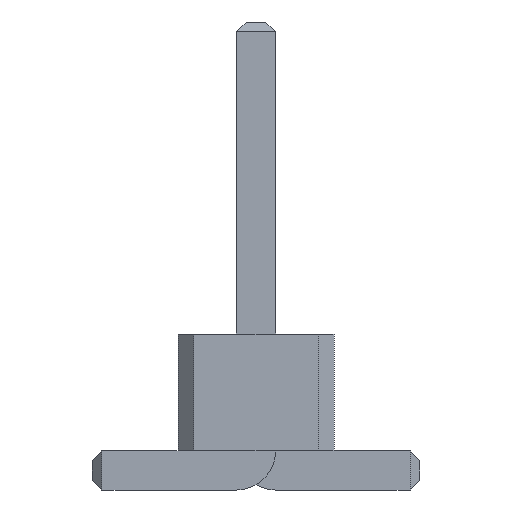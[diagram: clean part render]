
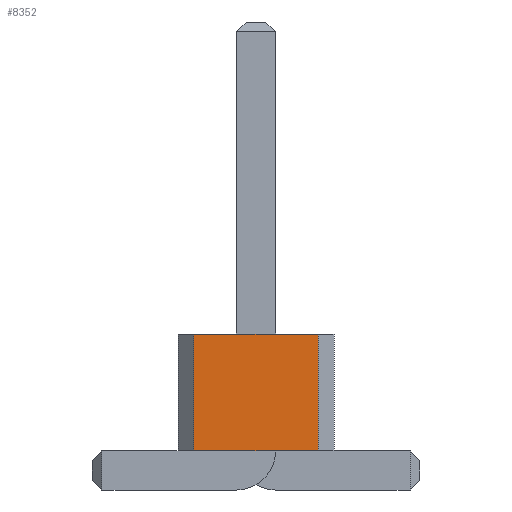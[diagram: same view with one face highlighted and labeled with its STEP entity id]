
A CAD part, front view. The second image highlights one B-rep face of the part: STEP entity #8352.
In plain terms, the highlighted planar face has unit normal (0, -1, 0).
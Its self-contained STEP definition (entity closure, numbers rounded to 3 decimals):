
#1502 = VERTEX_POINT('',#1503);
#1503 = CARTESIAN_POINT('',(0.8,-29.,0.5));
#1509 = EDGE_CURVE('',#1510,#1502,#1512,.T.);
#1510 = VERTEX_POINT('',#1511);
#1511 = CARTESIAN_POINT('',(-0.8,-29.,0.5));
#1512 = LINE('',#1513,#1514);
#1513 = CARTESIAN_POINT('',(-0.8,-29.,0.5));
#1514 = VECTOR('',#1515,1.);
#1515 = DIRECTION('',(1.,0.,0.));
#3606 = VERTEX_POINT('',#3607);
#3607 = CARTESIAN_POINT('',(0.8,-29.,2.));
#3613 = EDGE_CURVE('',#3614,#3606,#3616,.T.);
#3614 = VERTEX_POINT('',#3615);
#3615 = CARTESIAN_POINT('',(-0.8,-29.,2.));
#3616 = LINE('',#3617,#3618);
#3617 = CARTESIAN_POINT('',(-0.8,-29.,2.));
#3618 = VECTOR('',#3619,1.);
#3619 = DIRECTION('',(1.,0.,0.));
#8341 = EDGE_CURVE('',#1510,#3614,#8342,.T.);
#8342 = LINE('',#8343,#8344);
#8343 = CARTESIAN_POINT('',(-0.8,-29.,0.5));
#8344 = VECTOR('',#8345,1.);
#8345 = DIRECTION('',(0.,0.,1.));
#8352 = ADVANCED_FACE('',(#8353),#8364,.F.);
#8353 = FACE_BOUND('',#8354,.F.);
#8354 = EDGE_LOOP('',(#8355,#8356,#8357,#8363));
#8355 = ORIENTED_EDGE('',*,*,#8341,.T.);
#8356 = ORIENTED_EDGE('',*,*,#3613,.T.);
#8357 = ORIENTED_EDGE('',*,*,#8358,.F.);
#8358 = EDGE_CURVE('',#1502,#3606,#8359,.T.);
#8359 = LINE('',#8360,#8361);
#8360 = CARTESIAN_POINT('',(0.8,-29.,0.5));
#8361 = VECTOR('',#8362,1.);
#8362 = DIRECTION('',(0.,0.,1.));
#8363 = ORIENTED_EDGE('',*,*,#1509,.F.);
#8364 = PLANE('',#8365);
#8365 = AXIS2_PLACEMENT_3D('',#8366,#8367,#8368);
#8366 = CARTESIAN_POINT('',(-0.8,-29.,0.5));
#8367 = DIRECTION('',(0.,1.,0.));
#8368 = DIRECTION('',(1.,0.,0.));
